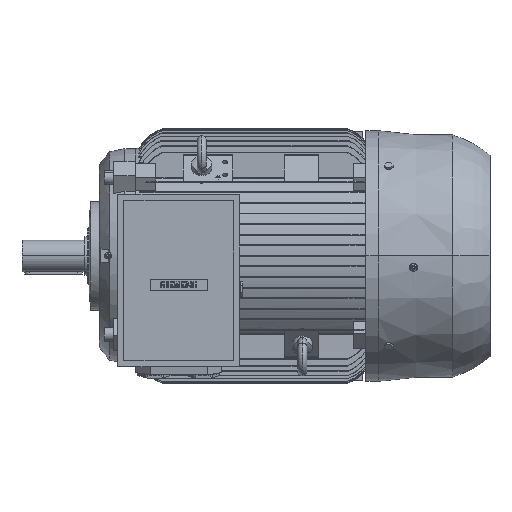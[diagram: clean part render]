
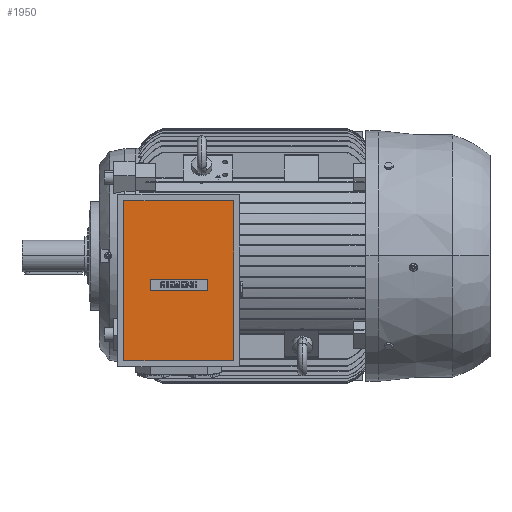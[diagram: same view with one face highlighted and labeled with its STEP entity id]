
A CAD part, top view. The second image highlights one B-rep face of the part: STEP entity #1950.
In plain terms, the highlighted planar face has unit normal (0, 0, 1).
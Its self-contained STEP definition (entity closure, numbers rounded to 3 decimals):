
#1950=ADVANCED_FACE('',(#5112,#5113),#5114,.T.);
#5112=FACE_BOUND('',#9552,.T.);
#5113=FACE_OUTER_BOUND('',#9553,.T.);
#5114=PLANE('',#9554);
#9552=EDGE_LOOP('',(#15584,#15585,#15586,#15587));
#9553=EDGE_LOOP('',(#15588,#15589,#15590,#15591));
#9554=AXIS2_PLACEMENT_3D('',#15592,#15593,#15594);
#15584=ORIENTED_EDGE('',*,*,#28135,.T.);
#15585=ORIENTED_EDGE('',*,*,#28132,.T.);
#15586=ORIENTED_EDGE('',*,*,#28129,.T.);
#15587=ORIENTED_EDGE('',*,*,#28126,.T.);
#15588=ORIENTED_EDGE('',*,*,#28287,.T.);
#15589=ORIENTED_EDGE('',*,*,#28288,.T.);
#15590=ORIENTED_EDGE('',*,*,#28289,.T.);
#15591=ORIENTED_EDGE('',*,*,#28290,.T.);
#15592=CARTESIAN_POINT('',(76.0,-43.75,364.0));
#15593=DIRECTION('',(0.0,0.0,1.0));
#15594=DIRECTION('',(0.0,-1.0,0.0));
#28126=EDGE_CURVE('',#34352,#34350,#34353,.T.);
#28129=EDGE_CURVE('',#34356,#34352,#34357,.T.);
#28132=EDGE_CURVE('',#34360,#34356,#34361,.T.);
#28135=EDGE_CURVE('',#34350,#34360,#34364,.T.);
#28287=EDGE_CURVE('',#34564,#34565,#34566,.T.);
#28288=EDGE_CURVE('',#34565,#34567,#34568,.T.);
#28289=EDGE_CURVE('',#34567,#34569,#34570,.T.);
#28290=EDGE_CURVE('',#34569,#34564,#34571,.T.);
#34350=VERTEX_POINT('',#45900);
#34352=VERTEX_POINT('',#45903);
#34353=LINE('',#45904,#45905);
#34356=VERTEX_POINT('',#45909);
#34357=LINE('',#45910,#45911);
#34360=VERTEX_POINT('',#45915);
#34361=LINE('',#45916,#45917);
#34364=LINE('',#45921,#45922);
#34564=VERTEX_POINT('',#46210);
#34565=VERTEX_POINT('',#46211);
#34566=LINE('',#46212,#46213);
#34567=VERTEX_POINT('',#46214);
#34568=LINE('',#46215,#46216);
#34569=VERTEX_POINT('',#46217);
#34570=LINE('',#46218,#46219);
#34571=LINE('',#46220,#46221);
#45900=CARTESIAN_POINT('',(126.0,-61.3,364.0));
#45903=CARTESIAN_POINT('',(126.0,-41.2,364.0));
#45904=CARTESIAN_POINT('',(126.0,-47.5,364.0));
#45905=VECTOR('',#68525,1.0);
#45909=CARTESIAN_POINT('',(26.0,-41.2,364.0));
#45910=CARTESIAN_POINT('',(76.0,-41.2,364.0));
#45911=VECTOR('',#68527,1.0);
#45915=CARTESIAN_POINT('',(26.0,-61.3,364.0));
#45916=CARTESIAN_POINT('',(26.0,-47.5,364.0));
#45917=VECTOR('',#68529,1.0);
#45921=CARTESIAN_POINT('',(76.0,-61.3,364.0));
#45922=VECTOR('',#68531,1.0);
#46210=CARTESIAN_POINT('',(-20.0,-183.5,364.0));
#46211=CARTESIAN_POINT('',(172.0,-183.5,364.0));
#46212=CARTESIAN_POINT('',(76.0,-183.5,364.0));
#46213=VECTOR('',#68653,1.0);
#46214=CARTESIAN_POINT('',(172.0,96.0,364.0));
#46215=CARTESIAN_POINT('',(172.0,-43.75,364.0));
#46216=VECTOR('',#68654,1.0);
#46217=CARTESIAN_POINT('',(-20.0,96.0,364.0));
#46218=CARTESIAN_POINT('',(76.0,96.0,364.0));
#46219=VECTOR('',#68655,1.0);
#46220=CARTESIAN_POINT('',(-20.0,-43.75,364.0));
#46221=VECTOR('',#68656,1.0);
#68525=DIRECTION('',(0.0,-1.0,0.0));
#68527=DIRECTION('',(1.0,0.0,-0.0));
#68529=DIRECTION('',(0.0,1.0,0.0));
#68531=DIRECTION('',(-1.0,0.0,0.0));
#68653=DIRECTION('',(1.0,0.0,0.0));
#68654=DIRECTION('',(0.0,1.0,0.0));
#68655=DIRECTION('',(-1.0,0.0,0.0));
#68656=DIRECTION('',(0.0,-1.0,0.0));
